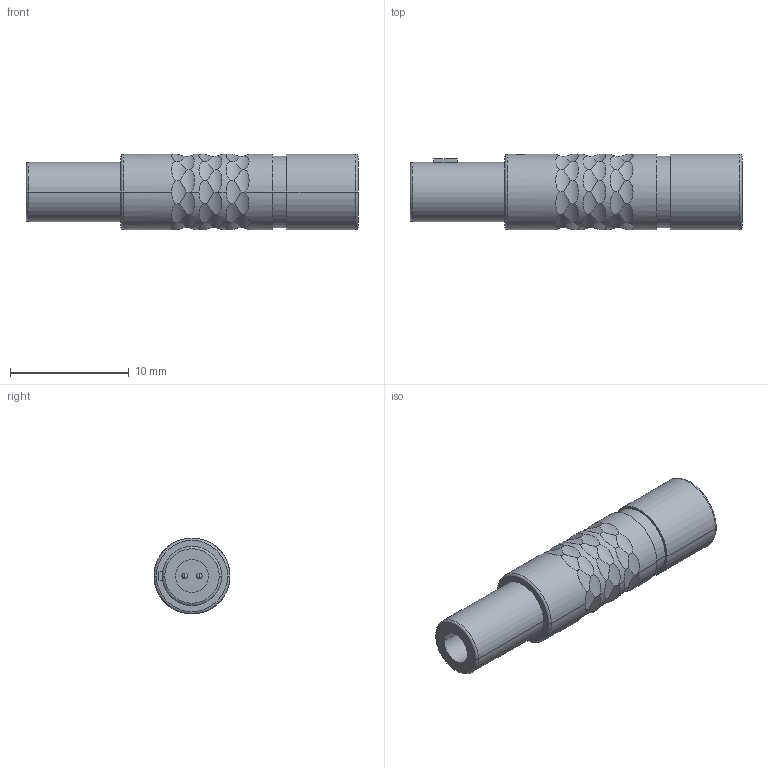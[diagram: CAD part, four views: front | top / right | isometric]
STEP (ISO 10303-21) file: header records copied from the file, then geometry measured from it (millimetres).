
FILE_DESCRIPTION((''),'2;1');
FILE_NAME('S1CL0C-P02M','2013-02-06T',('RTrager'),(''),'PRO/ENGINEER BY PARAMETRIC TECHNOLOGY CORPORATION, 2010330','PRO/ENGINEER BY PARAMETRIC TECHNOLOGY CORPORATION, 2010330','');
FILE_SCHEMA(('CONFIG_CONTROL_DESIGN'));
Length unit declared in the file: millimetre
Products named in the file (1): S1CL0C-P02M
Bounding box: 28 x 6.4 x 6.4 mm (x, y, z)
Volume: 665.2 mm3; surface area: 799.8 mm2
Topology: 1 solids, 1 shells, 138 faces, 361 edges, 232 vertices
Faces by surface type: cylinder 100, plane 22, torus 8, sphere 4, bspline 4
Entity records: 5704 total; most frequent: CARTESIAN_POINT 2628, ORIENTED_EDGE 714, DIRECTION 507, EDGE_CURVE 357, VERTEX_POINT 232, AXIS2_PLACEMENT_3D 218, B_SPLINE_CURVE_WITH_KNOTS 202, EDGE_LOOP 149
